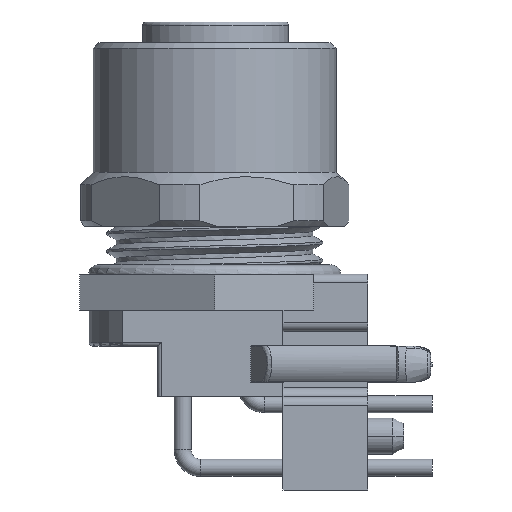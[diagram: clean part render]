
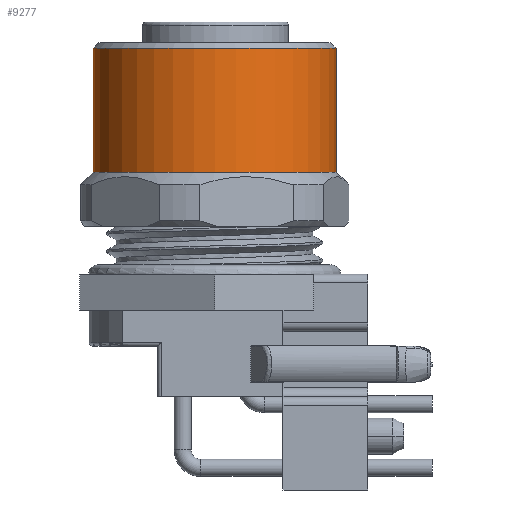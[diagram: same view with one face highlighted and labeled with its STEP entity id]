
A CAD part, left-side view. The second image highlights one B-rep face of the part: STEP entity #9277.
In plain terms, the highlighted cylindrical face has radius 6.75 mm (diameter 13.5 mm), a partial arc.
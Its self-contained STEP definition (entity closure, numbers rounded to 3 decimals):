
#737=CARTESIAN_POINT('',(0.,0.,-1.452));
#738=DIRECTION('',(0.,0.,1.));
#739=DIRECTION('',(0.,1.,0.));
#740=AXIS2_PLACEMENT_3D('',#737,#738,#739);
#752=DIRECTION('',(0.,0.,1.));
#753=VECTOR('',#752,6.9);
#754=CARTESIAN_POINT('',(0.,6.75,-8.352));
#755=LINE('',#754,#753);
#756=DIRECTION('',(0.,0.,1.));
#757=VECTOR('',#756,6.9);
#758=CARTESIAN_POINT('',(0.,-6.75,-8.352));
#759=LINE('',#758,#757);
#760=CARTESIAN_POINT('',(0.,0.,-8.352));
#761=DIRECTION('',(0.,0.,1.));
#762=DIRECTION('',(0.,1.,0.));
#763=AXIS2_PLACEMENT_3D('',#760,#761,#762);
#6854=CARTESIAN_POINT('',(0.,6.75,-8.352));
#6855=CARTESIAN_POINT('',(0.,6.75,-1.452));
#6856=VERTEX_POINT('',#6854);
#6857=VERTEX_POINT('',#6855);
#6864=CARTESIAN_POINT('',(0.,-6.75,-8.352));
#6865=CARTESIAN_POINT('',(0.,-6.75,-1.452));
#6866=VERTEX_POINT('',#6864);
#6867=VERTEX_POINT('',#6865);
#9265=CARTESIAN_POINT('',(0.,0.,-0.642));
#9266=DIRECTION('',(0.,0.,-1.));
#9267=DIRECTION('',(0.,-1.,0.));
#9268=AXIS2_PLACEMENT_3D('',#9265,#9266,#9267);
#9269=CYLINDRICAL_SURFACE('',#9268,6.75);
#9270=ORIENTED_EDGE('',*,*,#9255,.T.);
#9271=ORIENTED_EDGE('',*,*,#9232,.T.);
#9272=ORIENTED_EDGE('',*,*,#9259,.F.);
#9274=ORIENTED_EDGE('',*,*,#9273,.F.);
#9275=EDGE_LOOP('',(#9270,#9271,#9272,#9274));
#9276=FACE_OUTER_BOUND('',#9275,.F.);
#741=CIRCLE('',#740,6.75);
#764=CIRCLE('',#763,6.75);
#9232=EDGE_CURVE('',#6857,#6867,#741,.T.);
#9255=EDGE_CURVE('',#6856,#6857,#755,.T.);
#9259=EDGE_CURVE('',#6866,#6867,#759,.T.);
#9273=EDGE_CURVE('',#6856,#6866,#764,.T.);
#9277=ADVANCED_FACE('',(#9276),#9269,.T.);
